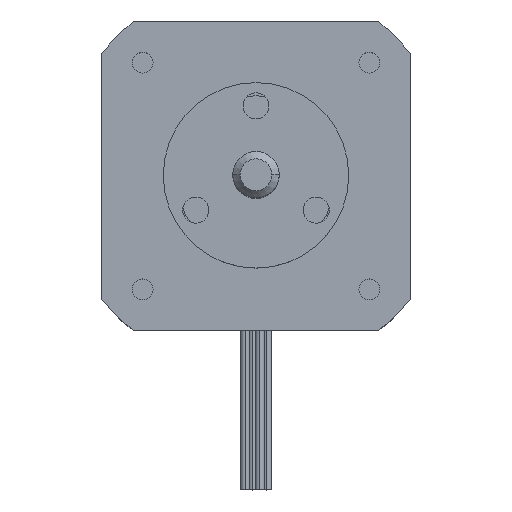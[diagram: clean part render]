
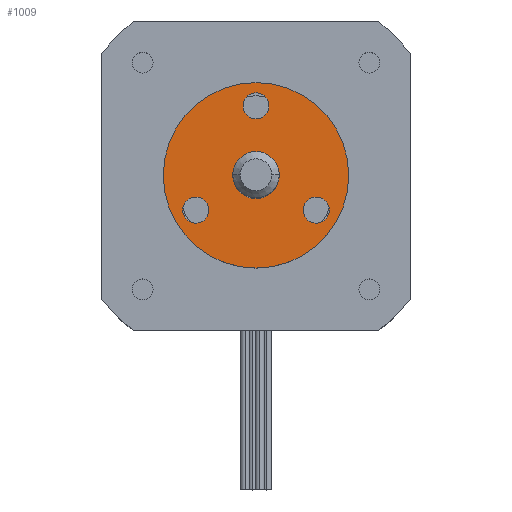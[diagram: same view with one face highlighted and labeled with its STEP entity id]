
A CAD part, top view. The second image highlights one B-rep face of the part: STEP entity #1009.
In plain terms, the highlighted planar face has unit normal (0, 0, 1).
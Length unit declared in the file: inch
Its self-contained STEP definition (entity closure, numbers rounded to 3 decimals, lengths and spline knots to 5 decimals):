
#28 = EDGE_CURVE ( 'NONE', #2712, #1217, #493, .T. ) ;
#33 = DIRECTION ( 'NONE',  ( 1., 0., 0. ) ) ;
#43 = CIRCLE ( 'NONE', #1685, 0.07008 ) ;
#64 = DIRECTION ( 'NONE',  ( 0., 0., -1. ) ) ;
#96 = PLANE ( 'NONE',  #2919 ) ;
#123 = AXIS2_PLACEMENT_3D ( 'NONE', #258, #945, #473 ) ;
#154 = EDGE_LOOP ( 'NONE', ( #1197, #255 ) ) ;
#171 = CIRCLE ( 'NONE', #1097, 0.07008 ) ;
#197 = EDGE_LOOP ( 'NONE', ( #1612, #822 ) ) ;
#248 = DIRECTION ( 'NONE',  ( 0., 0., 1. ) ) ;
#254 = DIRECTION ( 'NONE',  ( 0., 0., 1. ) ) ;
#255 = ORIENTED_EDGE ( 'NONE', *, *, #2744, .F. ) ;
#257 = FACE_BOUND ( 'NONE', #2739, .T. ) ;
#258 = CARTESIAN_POINT ( 'NONE',  ( -0.32476, 0.1875, 0. ) ) ;
#286 = CARTESIAN_POINT ( 'NONE',  ( -0.5, 0., 0. ) ) ;
#335 = ORIENTED_EDGE ( 'NONE', *, *, #2914, .F. ) ;
#349 = VERTEX_POINT ( 'NONE', #1734 ) ;
#359 = CIRCLE ( 'NONE', #2403, 0.5 ) ;
#369 = DIRECTION ( 'NONE',  ( 0., 0., 1. ) ) ;
#394 = CARTESIAN_POINT ( 'NONE',  ( 0.32476, 0.1875, 0. ) ) ;
#399 = DIRECTION ( 'NONE',  ( 1., 0., 0. ) ) ;
#473 = DIRECTION ( 'NONE',  ( 1., 0., 0. ) ) ;
#493 = CIRCLE ( 'NONE', #1963, 0.07008 ) ;
#531 = FACE_BOUND ( 'NONE', #1934, .T. ) ;
#561 = CARTESIAN_POINT ( 'NONE',  ( -0.07008, -0.375, 0. ) ) ;
#567 = AXIS2_PLACEMENT_3D ( 'NONE', #1640, #1467, #1656 ) ;
#569 = CARTESIAN_POINT ( 'NONE',  ( -0.125, 0., 0. ) ) ;
#822 = ORIENTED_EDGE ( 'NONE', *, *, #1419, .T. ) ;
#838 = EDGE_CURVE ( 'NONE', #2426, #2891, #2882, .T. ) ;
#919 = CARTESIAN_POINT ( 'NONE',  ( 0.25468, 0.1875, 0. ) ) ;
#945 = DIRECTION ( 'NONE',  ( 0., 0., 1. ) ) ;
#963 = CIRCLE ( 'NONE', #567, 0.125 ) ;
#974 = EDGE_CURVE ( 'NONE', #349, #1671, #43, .T. ) ;
#1006 = CIRCLE ( 'NONE', #2665, 0.07008 ) ;
#1009 = ADVANCED_FACE ( 'NONE', ( #531, #257, #1198, #2089, #1183 ), #96, .F. ) ;
#1035 = DIRECTION ( 'NONE',  ( 0., 0., 1. ) ) ;
#1097 = AXIS2_PLACEMENT_3D ( 'NONE', #2440, #2170, #399 ) ;
#1183 = FACE_OUTER_BOUND ( 'NONE', #197, .T. ) ;
#1188 = DIRECTION ( 'NONE',  ( 1., 0., 0. ) ) ;
#1197 = ORIENTED_EDGE ( 'NONE', *, *, #838, .F. ) ;
#1198 = FACE_BOUND ( 'NONE', #2489, .T. ) ;
#1217 = VERTEX_POINT ( 'NONE', #1631 ) ;
#1244 = CARTESIAN_POINT ( 'NONE',  ( -0.32476, 0.1875, 0. ) ) ;
#1287 = EDGE_CURVE ( 'NONE', #1423, #2271, #1926, .T. ) ;
#1326 = AXIS2_PLACEMENT_3D ( 'NONE', #1244, #1035, #2585 ) ;
#1407 = CARTESIAN_POINT ( 'NONE',  ( 0.32476, 0.1875, 0. ) ) ;
#1419 = EDGE_CURVE ( 'NONE', #2641, #1482, #2207, .T. ) ;
#1423 = VERTEX_POINT ( 'NONE', #2923 ) ;
#1450 = DIRECTION ( 'NONE',  ( -1., 0., 0. ) ) ;
#1467 = DIRECTION ( 'NONE',  ( 0., 0., 1. ) ) ;
#1482 = VERTEX_POINT ( 'NONE', #2080 ) ;
#1560 = CARTESIAN_POINT ( 'NONE',  ( 0., 0., 0. ) ) ;
#1612 = ORIENTED_EDGE ( 'NONE', *, *, #1670, .T. ) ;
#1620 = CARTESIAN_POINT ( 'NONE',  ( 0., 0., 0. ) ) ;
#1631 = CARTESIAN_POINT ( 'NONE',  ( 0.07008, -0.375, 0. ) ) ;
#1640 = CARTESIAN_POINT ( 'NONE',  ( 0., 0., 0. ) ) ;
#1656 = DIRECTION ( 'NONE',  ( 1., 0., 0. ) ) ;
#1663 = EDGE_CURVE ( 'NONE', #2271, #1423, #1929, .T. ) ;
#1670 = EDGE_CURVE ( 'NONE', #1482, #2641, #359, .T. ) ;
#1671 = VERTEX_POINT ( 'NONE', #919 ) ;
#1685 = AXIS2_PLACEMENT_3D ( 'NONE', #1407, #2291, #2780 ) ;
#1709 = ORIENTED_EDGE ( 'NONE', *, *, #1663, .F. ) ;
#1734 = CARTESIAN_POINT ( 'NONE',  ( 0.39484, 0.1875, 0. ) ) ;
#1792 = AXIS2_PLACEMENT_3D ( 'NONE', #1620, #2013, #1188 ) ;
#1817 = DIRECTION ( 'NONE',  ( 0., 0., 1. ) ) ;
#1837 = EDGE_CURVE ( 'NONE', #1217, #2712, #171, .T. ) ;
#1906 = CARTESIAN_POINT ( 'NONE',  ( 0.125, 0., 0. ) ) ;
#1926 = CIRCLE ( 'NONE', #1326, 0.07008 ) ;
#1929 = CIRCLE ( 'NONE', #123, 0.07008 ) ;
#1934 = EDGE_LOOP ( 'NONE', ( #1709, #2438 ) ) ;
#1963 = AXIS2_PLACEMENT_3D ( 'NONE', #2288, #254, #2363 ) ;
#2013 = DIRECTION ( 'NONE',  ( 0., 0., 1. ) ) ;
#2028 = CARTESIAN_POINT ( 'NONE',  ( 0., 0., 0. ) ) ;
#2080 = CARTESIAN_POINT ( 'NONE',  ( 0.5, 0., 0. ) ) ;
#2089 = FACE_BOUND ( 'NONE', #154, .T. ) ;
#2108 = ORIENTED_EDGE ( 'NONE', *, *, #28, .F. ) ;
#2170 = DIRECTION ( 'NONE',  ( 0., 0., 1. ) ) ;
#2207 = CIRCLE ( 'NONE', #1792, 0.5 ) ;
#2229 = DIRECTION ( 'NONE',  ( 1., 0., 0. ) ) ;
#2271 = VERTEX_POINT ( 'NONE', #2899 ) ;
#2288 = CARTESIAN_POINT ( 'NONE',  ( 0., -0.375, 0. ) ) ;
#2291 = DIRECTION ( 'NONE',  ( 0., 0., 1. ) ) ;
#2363 = DIRECTION ( 'NONE',  ( 1., 0., 0. ) ) ;
#2403 = AXIS2_PLACEMENT_3D ( 'NONE', #1560, #248, #2916 ) ;
#2426 = VERTEX_POINT ( 'NONE', #1906 ) ;
#2438 = ORIENTED_EDGE ( 'NONE', *, *, #1287, .F. ) ;
#2440 = CARTESIAN_POINT ( 'NONE',  ( 0., -0.375, 0. ) ) ;
#2489 = EDGE_LOOP ( 'NONE', ( #2831, #2108 ) ) ;
#2585 = DIRECTION ( 'NONE',  ( 1., 0., 0. ) ) ;
#2592 = CARTESIAN_POINT ( 'NONE',  ( 0., 0., 0. ) ) ;
#2601 = AXIS2_PLACEMENT_3D ( 'NONE', #2028, #1817, #33 ) ;
#2641 = VERTEX_POINT ( 'NONE', #286 ) ;
#2665 = AXIS2_PLACEMENT_3D ( 'NONE', #394, #369, #2229 ) ;
#2712 = VERTEX_POINT ( 'NONE', #561 ) ;
#2739 = EDGE_LOOP ( 'NONE', ( #2906, #335 ) ) ;
#2744 = EDGE_CURVE ( 'NONE', #2891, #2426, #963, .T. ) ;
#2780 = DIRECTION ( 'NONE',  ( 1., 0., 0. ) ) ;
#2831 = ORIENTED_EDGE ( 'NONE', *, *, #1837, .F. ) ;
#2882 = CIRCLE ( 'NONE', #2601, 0.125 ) ;
#2891 = VERTEX_POINT ( 'NONE', #569 ) ;
#2899 = CARTESIAN_POINT ( 'NONE',  ( -0.25468, 0.1875, 0. ) ) ;
#2906 = ORIENTED_EDGE ( 'NONE', *, *, #974, .F. ) ;
#2914 = EDGE_CURVE ( 'NONE', #1671, #349, #1006, .T. ) ;
#2916 = DIRECTION ( 'NONE',  ( 1., 0., 0. ) ) ;
#2919 = AXIS2_PLACEMENT_3D ( 'NONE', #2592, #64, #1450 ) ;
#2923 = CARTESIAN_POINT ( 'NONE',  ( -0.39484, 0.1875, 0. ) ) ;
